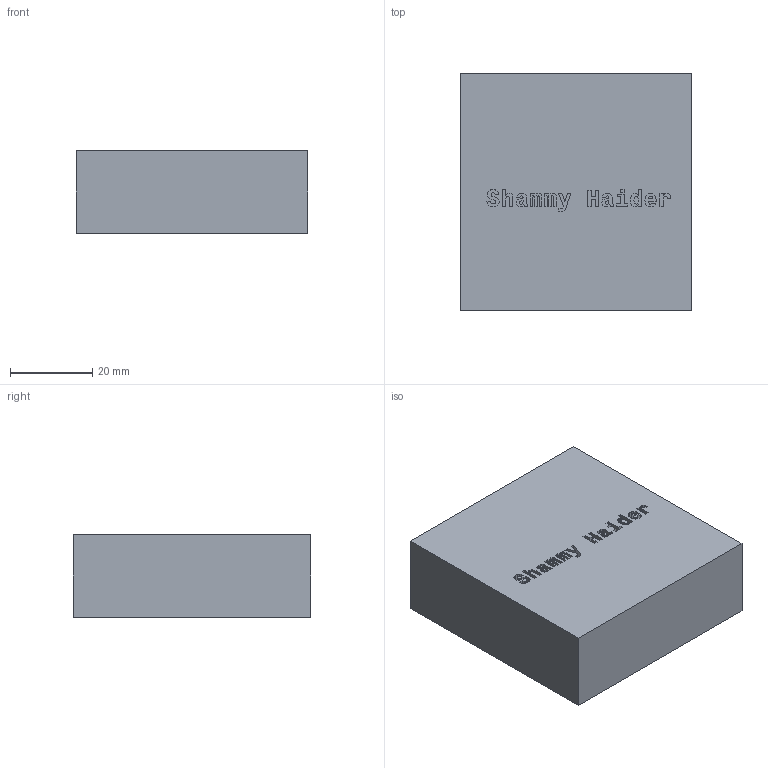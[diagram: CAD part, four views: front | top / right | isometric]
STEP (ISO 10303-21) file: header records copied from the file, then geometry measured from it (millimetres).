
FILE_DESCRIPTION(('CATIA V5 STEP Exchange'),'2;1');
FILE_NAME('My name.stp','2021-05-08T10:39:16+00:00',('none'),('none'),'CATIA Version 5 Release 20 GA (IN-10)','CATIA V5 STEP AP203','none');
FILE_SCHEMA(('CONFIG_CONTROL_DESIGN'));
Length unit declared in the file: millimetre
Products named in the file (1): Part1
Bounding box: 56.21 x 57.71 x 20 mm (x, y, z)
Volume: 64511.2 mm3; surface area: 12135.8 mm2
Topology: 1 solids, 1 shells, 391 faces, 1116 edges, 744 vertices
Faces by surface type: plane 391
Entity records: 12282 total; most frequent: ORIENTED_EDGE 2232, CARTESIAN_POINT 2206, DIRECTION 1806, VECTOR 1116, EDGE_CURVE 1116, LINE 1116, VERTEX_POINT 744, EDGE_LOOP 408
